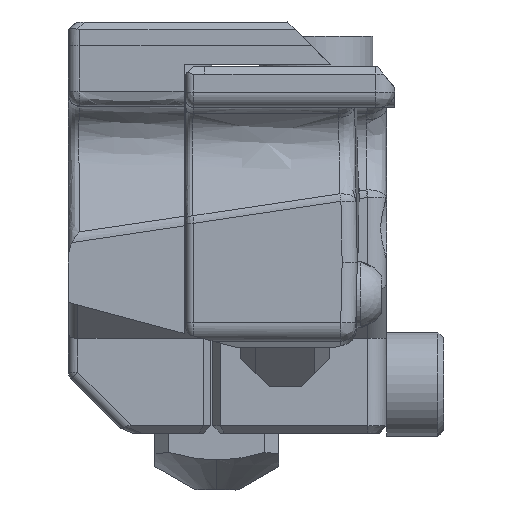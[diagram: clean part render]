
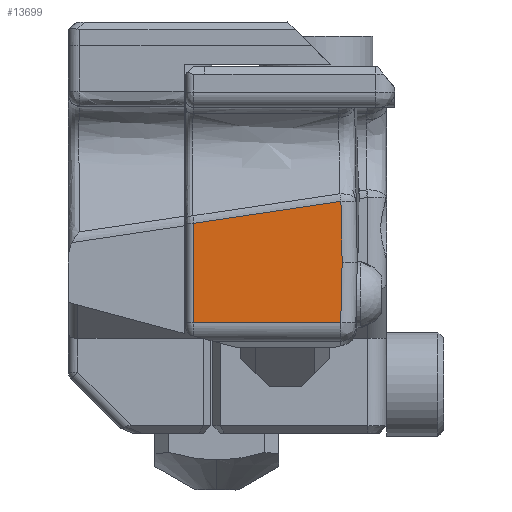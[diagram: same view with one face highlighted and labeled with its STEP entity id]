
A CAD part, left-side view. The second image highlights one B-rep face of the part: STEP entity #13699.
In plain terms, the highlighted planar face has unit normal (-1, 0, 0).
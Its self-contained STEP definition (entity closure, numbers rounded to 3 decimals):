
#445=B_SPLINE_CURVE_WITH_KNOTS('',3,(#22404,#22405,#22406,#22407),
 .UNSPECIFIED.,.F.,.F.,(4,4),(-0.872,-0.085),
 .UNSPECIFIED.);
#1009=PLANE('',#14785);
#1747=FACE_OUTER_BOUND('',#2572,.T.);
#2572=EDGE_LOOP('',(#10567,#10568,#10569,#10570,#10571));
#3510=LINE('',#21413,#4598);
#3511=LINE('',#21416,#4599);
#3568=LINE('',#22410,#4656);
#3569=LINE('',#22411,#4657);
#4598=VECTOR('',#16644,10.);
#4599=VECTOR('',#16647,10.);
#4656=VECTOR('',#16818,10.);
#4657=VECTOR('',#16819,10.);
#6114=VERTEX_POINT('',#21373);
#6115=VERTEX_POINT('',#21377);
#6116=VERTEX_POINT('',#21415);
#6187=VERTEX_POINT('',#22399);
#6188=VERTEX_POINT('',#22409);
#7662=EDGE_CURVE('',#6114,#6115,#3510,.T.);
#7663=EDGE_CURVE('',#6115,#6116,#3511,.T.);
#7789=EDGE_CURVE('',#6187,#6114,#445,.T.);
#7790=EDGE_CURVE('',#6188,#6187,#3568,.T.);
#7791=EDGE_CURVE('',#6116,#6188,#3569,.T.);
#10567=ORIENTED_EDGE('',*,*,#7790,.F.);
#10568=ORIENTED_EDGE('',*,*,#7791,.F.);
#10569=ORIENTED_EDGE('',*,*,#7663,.F.);
#10570=ORIENTED_EDGE('',*,*,#7662,.F.);
#10571=ORIENTED_EDGE('',*,*,#7789,.F.);
#13699=ADVANCED_FACE('',(#1747),#1009,.F.);
#14785=AXIS2_PLACEMENT_3D('',#22408,#16816,#16817);
#16644=DIRECTION('',(0.,-0.019,-1.));
#16647=DIRECTION('',(0.,0.023,-1.));
#16816=DIRECTION('center_axis',(1.,0.,0.));
#16817=DIRECTION('ref_axis',(0.,0.,-1.));
#16818=DIRECTION('',(0.,0.,1.));
#16819=DIRECTION('',(0.,1.,0.));
#21373=CARTESIAN_POINT('',(125.834,282.364,-21.251));
#21377=CARTESIAN_POINT('',(125.834,282.302,-24.471));
#21413=CARTESIAN_POINT('',(125.834,282.43,-17.805));
#21415=CARTESIAN_POINT('',(125.834,282.375,-27.652));
#21416=CARTESIAN_POINT('',(125.834,282.306,-24.675));
#22399=CARTESIAN_POINT('',(125.834,290.149,-22.412));
#22404=CARTESIAN_POINT('Ctrl Pts',(125.834,290.149,-22.412));
#22405=CARTESIAN_POINT('Ctrl Pts',(125.834,287.554,-22.025));
#22406=CARTESIAN_POINT('Ctrl Pts',(125.834,284.959,-21.638));
#22407=CARTESIAN_POINT('Ctrl Pts',(125.834,282.364,-21.251));
#22408=CARTESIAN_POINT('Origin',(125.834,284.542,-20.08));
#22409=CARTESIAN_POINT('',(125.834,290.149,-27.652));
#22410=CARTESIAN_POINT('',(125.834,290.149,-20.107));
#22411=CARTESIAN_POINT('',(125.834,282.033,-27.652));
